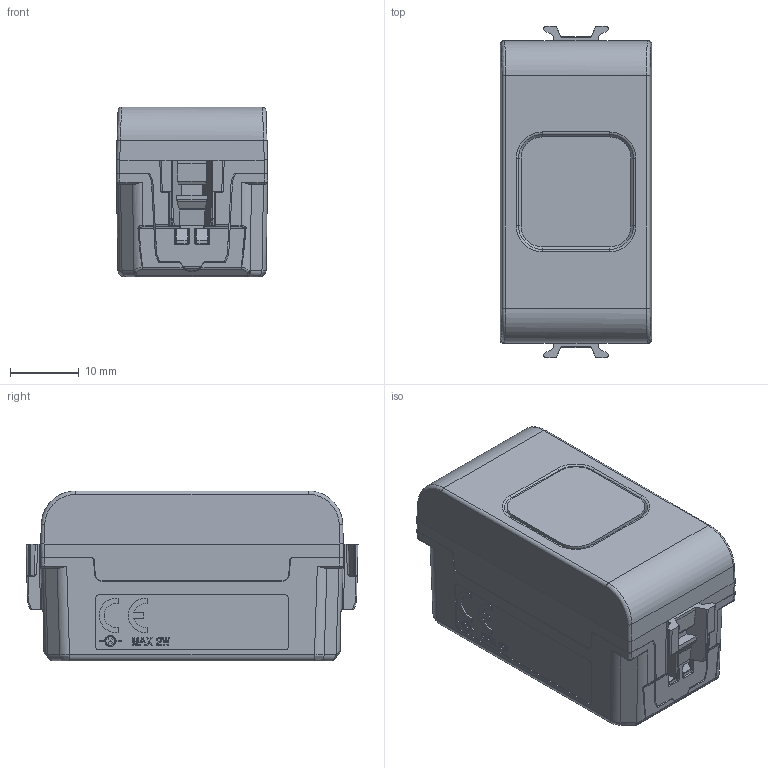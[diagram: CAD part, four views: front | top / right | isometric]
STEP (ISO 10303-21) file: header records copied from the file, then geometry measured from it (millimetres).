
FILE_DESCRIPTION(('CATIA V5 STEP Exchange','CAx-IF Rec.Pracs.--- Model Styling and Organization---1.4--- 2014-01-23'),'2;1');
FILE_NAME('GW1x622 - SPIA SEGNALAZIONE SINGOLA 1M CH.stp','2019-10-28T14:15:54+00:00',('none'),('none'),'CATIA Version 5-6 Release 2016 SP4','CATIA V5 STEP AP214','none');
FILE_SCHEMA(('AUTOMOTIVE_DESIGN { 1 0 10303 214 1 1 1 1 }'));
Length unit declared in the file: millimetre
Products named in the file (3): Product1; custodia spia singola; fondo
Assembly tree (2 placements, depth 2):
  Product1
    custodia spia singola
    fondo
Bounding box: 22 x 48.25 x 24.7 mm (x, y, z)
Volume: 19517 mm3; surface area: 11770.7 mm2
Topology: 2 solids, 2 shells, 1028 faces, 2784 edges, 1750 vertices
Faces by surface type: plane 554, cylinder 309, bspline 106, sphere 32, torus 14, extrusion 9, cone 4
Entity records: 37125 total; most frequent: CARTESIAN_POINT 14576, ORIENTED_EDGE 5504, DIRECTION 3220, EDGE_CURVE 2752, VERTEX_POINT 1750, VECTOR 1616, LINE 1607, EDGE_LOOP 1058
